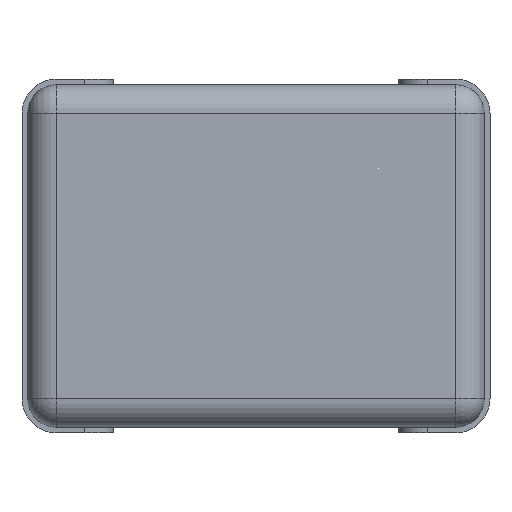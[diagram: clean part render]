
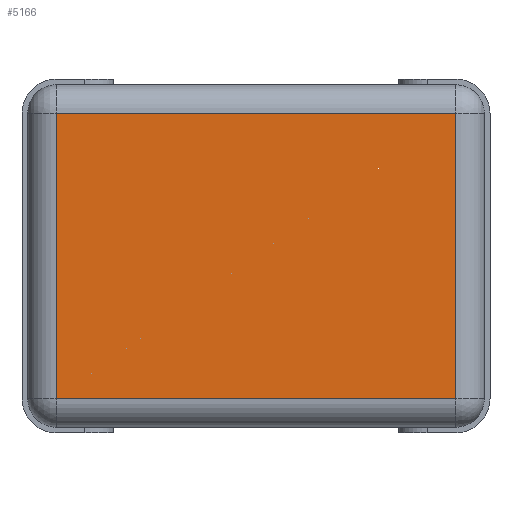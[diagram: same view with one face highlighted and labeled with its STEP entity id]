
A CAD part, left-side view. The second image highlights one B-rep face of the part: STEP entity #5166.
In plain terms, the highlighted planar face has unit normal (-1, 0, 0).
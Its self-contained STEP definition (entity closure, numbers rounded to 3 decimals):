
#40 = EDGE_CURVE ( 'NONE', #5985, #6214, #6210, .T. ) ;
#318 = FACE_OUTER_BOUND ( 'NONE', #4856, .T. ) ;
#426 = CARTESIAN_POINT ( 'NONE',  ( -0.8, -0.35, 0.6 ) ) ;
#623 = DIRECTION ( 'NONE',  ( 0., 1., 0. ) ) ;
#664 = CARTESIAN_POINT ( 'NONE',  ( -0.8, -0.35, 0.05 ) ) ;
#681 = EDGE_CURVE ( 'NONE', #5906, #4129, #6034, .T. ) ;
#1182 = VECTOR ( 'NONE', #623, 1000. ) ;
#1285 = VECTOR ( 'NONE', #4878, 1000. ) ;
#1813 = PLANE ( 'NONE',  #4963 ) ;
#2295 = DIRECTION ( 'NONE',  ( 0., 0., -1. ) ) ;
#2425 = CARTESIAN_POINT ( 'NONE',  ( -0.8, 0.35, 0.6 ) ) ;
#2508 = VECTOR ( 'NONE', #3981, 1000. ) ;
#2565 = DIRECTION ( 'NONE',  ( 0., -1., 0. ) ) ;
#2921 = ORIENTED_EDGE ( 'NONE', *, *, #4556, .T. ) ;
#3034 = ORIENTED_EDGE ( 'NONE', *, *, #5291, .T. ) ;
#3172 = ORIENTED_EDGE ( 'NONE', *, *, #40, .T. ) ;
#3281 = LINE ( 'NONE', #2425, #1285 ) ;
#3457 = CARTESIAN_POINT ( 'NONE',  ( -0.8, -0.35, 0.55 ) ) ;
#3981 = DIRECTION ( 'NONE',  ( 0., 0., 1. ) ) ;
#4129 = VERTEX_POINT ( 'NONE', #664 ) ;
#4294 = CARTESIAN_POINT ( 'NONE',  ( -0.8, 0.4, 0.6 ) ) ;
#4345 = LINE ( 'NONE', #426, #2508 ) ;
#4462 = ORIENTED_EDGE ( 'NONE', *, *, #681, .T. ) ;
#4556 = EDGE_CURVE ( 'NONE', #4129, #5985, #4345, .T. ) ;
#4643 = CARTESIAN_POINT ( 'NONE',  ( -0.8, 0.4, 0.55 ) ) ;
#4799 = DIRECTION ( 'NONE',  ( 1., 0., 0. ) ) ;
#4856 = EDGE_LOOP ( 'NONE', ( #3172, #3034, #4462, #2921 ) ) ;
#4878 = DIRECTION ( 'NONE',  ( 0., 0., -1. ) ) ;
#4963 = AXIS2_PLACEMENT_3D ( 'NONE', #4294, #4799, #2295 ) ;
#5166 = ADVANCED_FACE ( 'NONE', ( #318 ), #1813, .F. ) ;
#5250 = VECTOR ( 'NONE', #2565, 1000. ) ;
#5291 = EDGE_CURVE ( 'NONE', #6214, #5906, #3281, .T. ) ;
#5653 = CARTESIAN_POINT ( 'NONE',  ( -0.8, 0.4, 0.05 ) ) ;
#5906 = VERTEX_POINT ( 'NONE', #6201 ) ;
#5927 = CARTESIAN_POINT ( 'NONE',  ( -0.8, 0.35, 0.55 ) ) ;
#5985 = VERTEX_POINT ( 'NONE', #3457 ) ;
#6034 = LINE ( 'NONE', #5653, #5250 ) ;
#6201 = CARTESIAN_POINT ( 'NONE',  ( -0.8, 0.35, 0.05 ) ) ;
#6210 = LINE ( 'NONE', #4643, #1182 ) ;
#6214 = VERTEX_POINT ( 'NONE', #5927 ) ;
